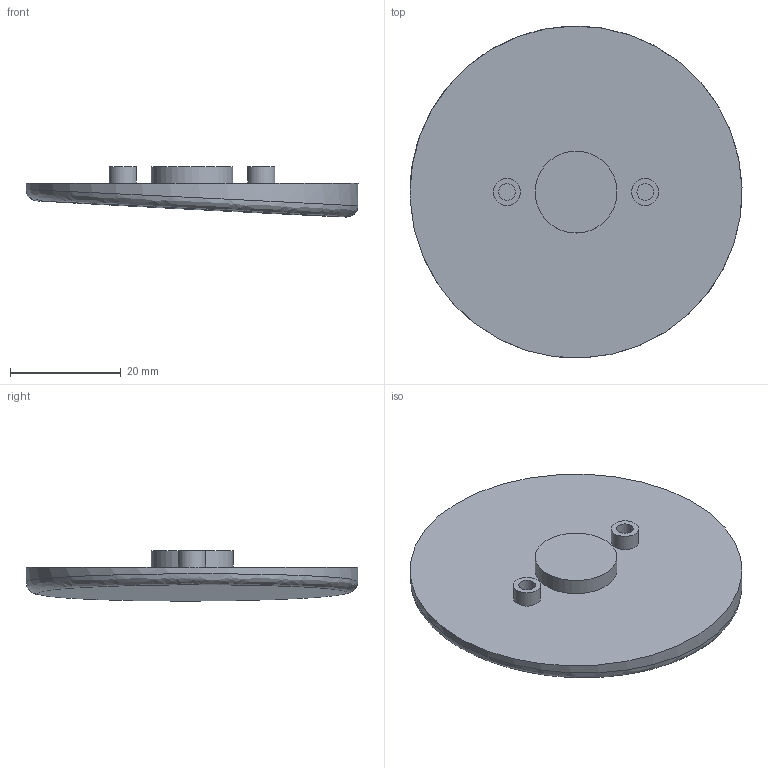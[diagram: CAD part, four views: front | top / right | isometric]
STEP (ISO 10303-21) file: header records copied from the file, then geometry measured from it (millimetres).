
FILE_DESCRIPTION(/* description */ ('STEP AP214'),/* implementation_level */ '2;1');
FILE_NAME(/* name */ '67ca3ee304a3742b3ee5b7f5',/* time_stamp */ '2025-03-07T00:33:39Z',/* author */ (''),/* organization */ (''),/* preprocessor_version */ 'ST-DEVELOPER v20',/* originating_system */ 'ONSHAPE BY PTC INC, 1.194',/* authorisation */ ' ');
FILE_SCHEMA (('AUTOMOTIVE_DESIGN {1 0 10303 214 3 1 1}'));
Length unit declared in the file: metre
Products named in the file (1): Part 645
Bounding box: 59.99 x 59.97 x 9.05 mm (x, y, z)
Volume: 13660.9 mm3; surface area: 6668.8 mm2
Topology: 1 solids, 1 shells, 14 faces, 21 edges, 14 vertices
Faces by surface type: plane 7, cylinder 6, bspline 1
Full cylindrical faces by diameter (mm): 3 x2, 4.9 x2, 14.8 x1, 60 x1
Entity records: 356 total; most frequent: CARTESIAN_POINT 97, DIRECTION 54, AXIS2_PLACEMENT_3D 27, ORIENTED_EDGE 26, EDGE_LOOP 26, FACE_BOUND 26, ADVANCED_FACE 14, EDGE_CURVE 13
